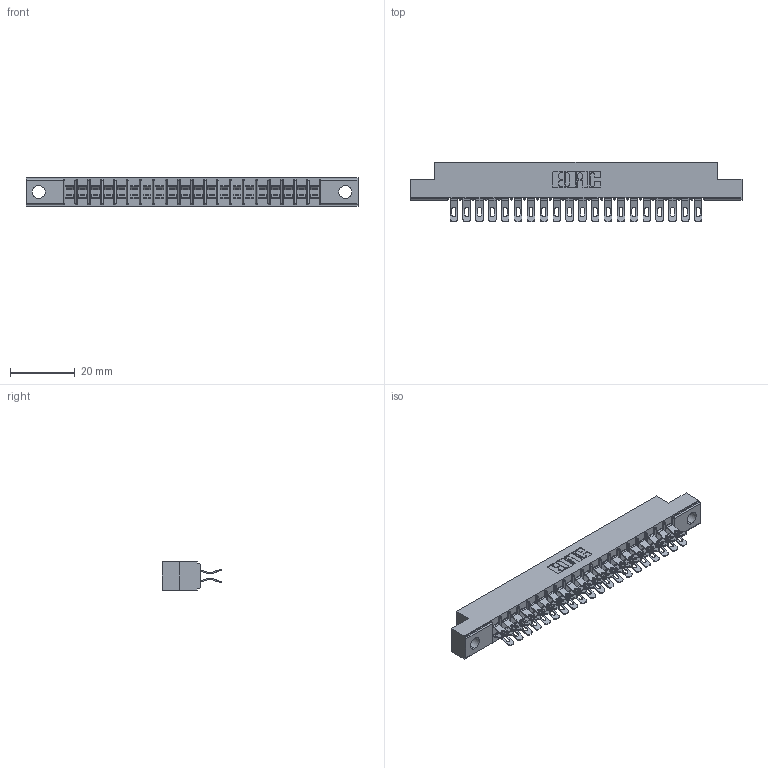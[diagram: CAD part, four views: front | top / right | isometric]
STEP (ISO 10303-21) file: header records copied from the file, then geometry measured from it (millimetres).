
FILE_DESCRIPTION (( 'STEP AP203' ), '1' );
FILE_NAME ('355-040-555-204.STEP', '2019-09-11T11:33:58', ( '' ), ( '' ), 'SwSTEP 2.0', 'SolidWorks 2016', '' );
FILE_SCHEMA (( 'CONFIG_CONTROL_DESIGN' ));
Length unit declared in the file: inch
Products named in the file (3): 305 Part_.156 Dia; 305-290-001_555; 355-040-555-204
Assembly tree (41 placements, depth 2):
  355-040-555-204
    305 Part_.156 Dia
    305-290-001_555  x40
Bounding box: 102.26 x 18.41 x 8.71 mm (x, y, z)
Volume: 6424.7 mm3; surface area: 12605.3 mm2
Topology: 41 solids, 41 shells, 2770 faces, 8252 edges, 5392 vertices
Faces by surface type: plane 1362, cylinder 1328, sphere 80
Entity records: 25375 total; most frequent: CARTESIAN_POINT 4222, ORIENTED_EDGE 4176, DIRECTION 4088, EDGE_CURVE 2088, VECTOR 1652, LINE 1652, VERTEX_POINT 1336, AXIS2_PLACEMENT_3D 1218
